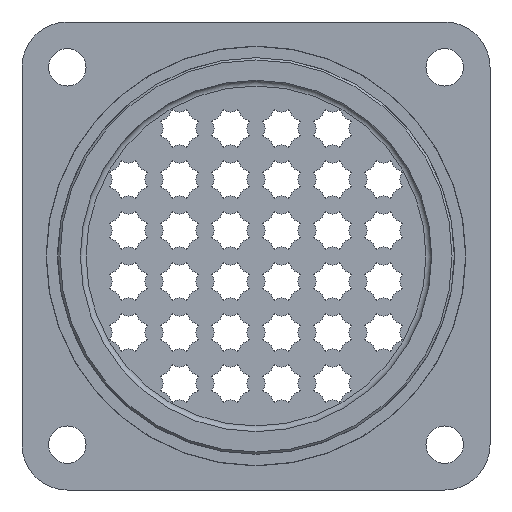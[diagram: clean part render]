
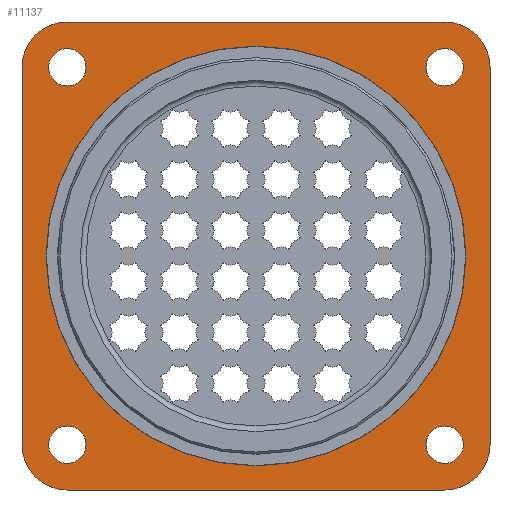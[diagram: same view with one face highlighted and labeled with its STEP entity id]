
A CAD part, left-side view. The second image highlights one B-rep face of the part: STEP entity #11137.
In plain terms, the highlighted planar face has unit normal (-1, 0, 0).
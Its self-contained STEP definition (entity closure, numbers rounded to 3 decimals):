
#826=CIRCLE('',#12582,37.05);
#827=CIRCLE('',#12583,3.3);
#828=CIRCLE('',#12584,3.3);
#829=CIRCLE('',#12585,3.3);
#830=CIRCLE('',#12586,3.3);
#831=CIRCLE('',#12587,8.);
#832=CIRCLE('',#12588,8.);
#833=CIRCLE('',#12589,8.);
#834=CIRCLE('',#12590,8.);
#3381=ORIENTED_EDGE('',*,*,#6503,.T.);
#3382=ORIENTED_EDGE('',*,*,#6504,.T.);
#3383=ORIENTED_EDGE('',*,*,#6505,.T.);
#3384=ORIENTED_EDGE('',*,*,#6506,.T.);
#3385=ORIENTED_EDGE('',*,*,#6507,.T.);
#3386=ORIENTED_EDGE('',*,*,#6508,.F.);
#3387=ORIENTED_EDGE('',*,*,#6509,.F.);
#3388=ORIENTED_EDGE('',*,*,#6510,.F.);
#3389=ORIENTED_EDGE('',*,*,#6511,.F.);
#3390=ORIENTED_EDGE('',*,*,#6512,.F.);
#3391=ORIENTED_EDGE('',*,*,#6513,.F.);
#3392=ORIENTED_EDGE('',*,*,#6514,.F.);
#3393=ORIENTED_EDGE('',*,*,#6515,.F.);
#6503=EDGE_CURVE('',#7947,#7947,#826,.T.);
#6504=EDGE_CURVE('',#7948,#7948,#827,.T.);
#6505=EDGE_CURVE('',#7949,#7949,#828,.T.);
#6506=EDGE_CURVE('',#7950,#7950,#829,.T.);
#6507=EDGE_CURVE('',#7951,#7951,#830,.T.);
#6508=EDGE_CURVE('',#7952,#7953,#8593,.T.);
#6509=EDGE_CURVE('',#7954,#7952,#831,.T.);
#6510=EDGE_CURVE('',#7955,#7954,#8594,.T.);
#6511=EDGE_CURVE('',#7956,#7955,#832,.T.);
#6512=EDGE_CURVE('',#7957,#7956,#8595,.T.);
#6513=EDGE_CURVE('',#7958,#7957,#833,.T.);
#6514=EDGE_CURVE('',#7959,#7958,#8596,.T.);
#6515=EDGE_CURVE('',#7953,#7959,#834,.T.);
#7947=VERTEX_POINT('',#20115);
#7948=VERTEX_POINT('',#20117);
#7949=VERTEX_POINT('',#20119);
#7950=VERTEX_POINT('',#20121);
#7951=VERTEX_POINT('',#20123);
#7952=VERTEX_POINT('',#20125);
#7953=VERTEX_POINT('',#20126);
#7954=VERTEX_POINT('',#20128);
#7955=VERTEX_POINT('',#20130);
#7956=VERTEX_POINT('',#20132);
#7957=VERTEX_POINT('',#20134);
#7958=VERTEX_POINT('',#20136);
#7959=VERTEX_POINT('',#20138);
#8593=LINE('',#20124,#9145);
#8594=LINE('',#20129,#9146);
#8595=LINE('',#20133,#9147);
#8596=LINE('',#20137,#9148);
#9145=VECTOR('',#15986,1000.);
#9146=VECTOR('',#15989,1000.);
#9147=VECTOR('',#15992,1000.);
#9148=VECTOR('',#15995,1000.);
#9494=EDGE_LOOP('',(#3381));
#9495=EDGE_LOOP('',(#3382));
#9496=EDGE_LOOP('',(#3383));
#9497=EDGE_LOOP('',(#3384));
#9498=EDGE_LOOP('',(#3385));
#9499=EDGE_LOOP('',(#3386,#3387,#3388,#3389,#3390,#3391,#3392,#3393));
#10309=FACE_BOUND('',#9494,.T.);
#10310=FACE_BOUND('',#9495,.T.);
#10311=FACE_BOUND('',#9496,.T.);
#10312=FACE_BOUND('',#9497,.T.);
#10313=FACE_BOUND('',#9498,.T.);
#10314=FACE_BOUND('',#9499,.T.);
#10810=PLANE('',#12581);
#11137=ADVANCED_FACE('',(#10309,#10310,#10311,#10312,#10313,#10314),#10810,
 .T.);
#12581=AXIS2_PLACEMENT_3D('',#20113,#15974,#15975);
#12582=AXIS2_PLACEMENT_3D('',#20114,#15976,#15977);
#12583=AXIS2_PLACEMENT_3D('',#20116,#15978,#15979);
#12584=AXIS2_PLACEMENT_3D('',#20118,#15980,#15981);
#12585=AXIS2_PLACEMENT_3D('',#20120,#15982,#15983);
#12586=AXIS2_PLACEMENT_3D('',#20122,#15984,#15985);
#12587=AXIS2_PLACEMENT_3D('',#20127,#15987,#15988);
#12588=AXIS2_PLACEMENT_3D('',#20131,#15990,#15991);
#12589=AXIS2_PLACEMENT_3D('',#20135,#15993,#15994);
#12590=AXIS2_PLACEMENT_3D('',#20139,#15996,#15997);
#15974=DIRECTION('',(-1.,0.,0.));
#15975=DIRECTION('',(0.,0.,1.));
#15976=DIRECTION('',(1.,0.,0.));
#15977=DIRECTION('',(0.,0.,-1.));
#15978=DIRECTION('',(1.,0.,0.));
#15979=DIRECTION('',(0.,0.,-1.));
#15980=DIRECTION('',(1.,0.,0.));
#15981=DIRECTION('',(0.,0.,-1.));
#15982=DIRECTION('',(1.,0.,0.));
#15983=DIRECTION('',(0.,0.,-1.));
#15984=DIRECTION('',(1.,0.,0.));
#15985=DIRECTION('',(0.,0.,-1.));
#15986=DIRECTION('',(0.,-1.,0.));
#15987=DIRECTION('',(1.,0.,0.));
#15988=DIRECTION('',(0.,0.,-1.));
#15989=DIRECTION('',(0.,0.,1.));
#15990=DIRECTION('',(1.,0.,0.));
#15991=DIRECTION('',(0.,0.,-1.));
#15992=DIRECTION('',(0.,1.,0.));
#15993=DIRECTION('',(1.,0.,0.));
#15994=DIRECTION('',(0.,0.,-1.));
#15995=DIRECTION('',(0.,0.,-1.));
#15996=DIRECTION('',(1.,0.,0.));
#15997=DIRECTION('',(0.,0.,-1.));
#20113=CARTESIAN_POINT('',(0.,39.25,0.));
#20114=CARTESIAN_POINT('',(0.,0.,0.));
#20115=CARTESIAN_POINT('',(0.,0.,-37.05));
#20116=CARTESIAN_POINT('',(0.,33.3,33.3));
#20117=CARTESIAN_POINT('',(0.,33.3,30.));
#20118=CARTESIAN_POINT('',(0.,-33.3,33.3));
#20119=CARTESIAN_POINT('',(0.,-33.3,30.));
#20120=CARTESIAN_POINT('',(0.,-33.3,-33.3));
#20121=CARTESIAN_POINT('',(0.,-33.3,-36.6));
#20122=CARTESIAN_POINT('',(0.,33.3,-33.3));
#20123=CARTESIAN_POINT('',(0.,33.3,-36.6));
#20124=CARTESIAN_POINT('',(0.,33.3,41.3));
#20125=CARTESIAN_POINT('',(0.,33.3,41.3));
#20126=CARTESIAN_POINT('',(0.,-33.3,41.3));
#20127=CARTESIAN_POINT('',(0.,33.3,33.3));
#20128=CARTESIAN_POINT('',(0.,41.3,33.3));
#20129=CARTESIAN_POINT('',(0.,41.3,-33.3));
#20130=CARTESIAN_POINT('',(0.,41.3,-33.3));
#20131=CARTESIAN_POINT('',(0.,33.3,-33.3));
#20132=CARTESIAN_POINT('',(0.,33.3,-41.3));
#20133=CARTESIAN_POINT('',(0.,-33.3,-41.3));
#20134=CARTESIAN_POINT('',(0.,-33.3,-41.3));
#20135=CARTESIAN_POINT('',(0.,-33.3,-33.3));
#20136=CARTESIAN_POINT('',(0.,-41.3,-33.3));
#20137=CARTESIAN_POINT('',(0.,-41.3,33.3));
#20138=CARTESIAN_POINT('',(0.,-41.3,33.3));
#20139=CARTESIAN_POINT('',(0.,-33.3,33.3));
